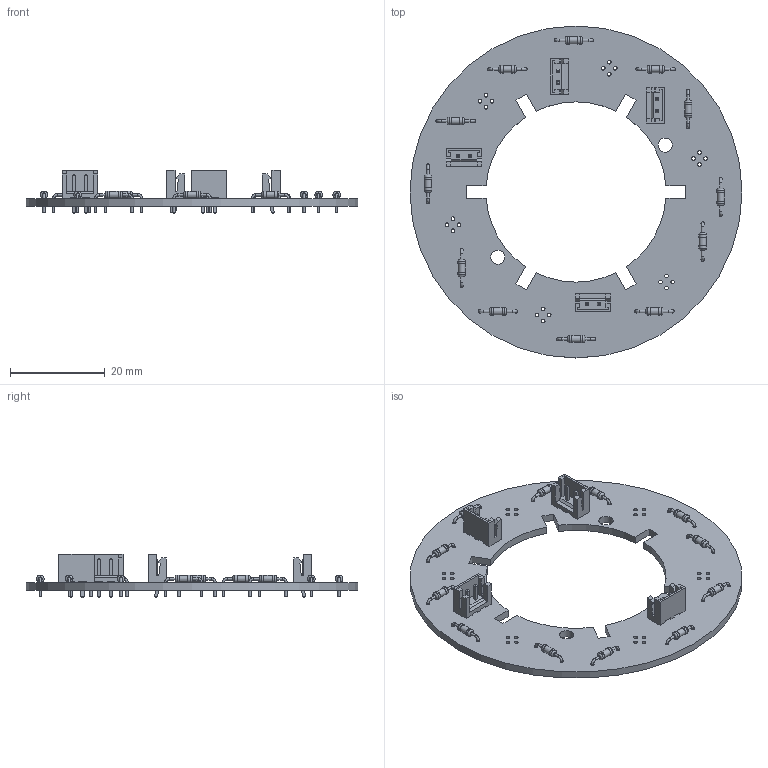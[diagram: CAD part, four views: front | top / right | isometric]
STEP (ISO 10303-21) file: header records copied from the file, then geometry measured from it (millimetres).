
FILE_DESCRIPTION(('KiCad electronic assembly'),'2;1');
FILE_NAME('qura_pump_pcb.step','2021-12-12T14:05:37',('An Author'),( 'A Company'),'Open CASCADE STEP processor 6.9', 'KiCad to STEP converter','Unknown');
FILE_SCHEMA(('AUTOMOTIVE_DESIGN { 1 0 10303 214 1 1 1 1 }'));
Length unit declared in the file: millimetre
Products named in the file (6): Open CASCADE STEP translator 6.9 1; JST_EH_B2B-EH-A_1x02_P2.50mm_Vertical; SOLID; R_Axial_DIN0204_L3.6mm_D1.6mm_P7.62mm_Horizontal; COMPOUND
Assembly tree (19 placements, depth 3):
  Open CASCADE STEP translator 6.9 1
    JST_EH_B2B-EH-A_1x02_P2.50mm_Vertical  x4
      SOLID
    R_Axial_DIN0204_L3.6mm_D1.6mm_P7.62mm_Horizontal  x12
      SOLID
    COMPOUND
Bounding box: 70 x 70 x 9.2 mm (x, y, z)
Volume: 4587.3 mm3; surface area: 7615.6 mm2
Topology: 17 solids, 17 shells, 617 faces, 1453 edges, 934 vertices
Faces by surface type: plane 420, cylinder 149, torus 48
Full cylindrical faces by diameter (mm): 0.5 x48, 0.7 x24, 0.762 x24, 1 x8, 1.44 x12, 1.6 x24, 3 x2, 70 x1
Entity records: 13500 total; most frequent: CARTESIAN_POINT 2162, DIRECTION 2034, LINE 1194, VECTOR 1194, ORIENTED_EDGE 992, PCURVE 992, DEFINITIONAL_REPRESENTATION 992, EDGE_CURVE 496
